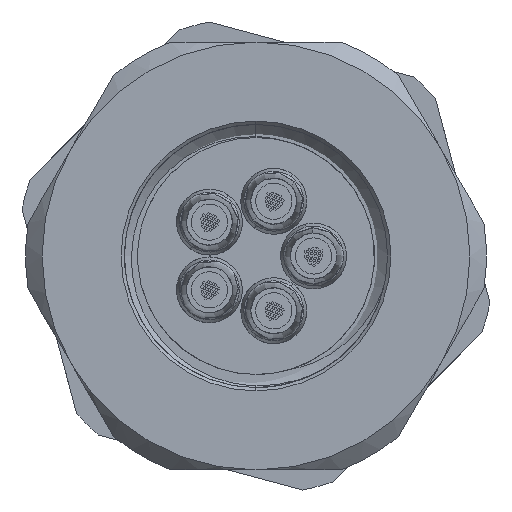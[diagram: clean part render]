
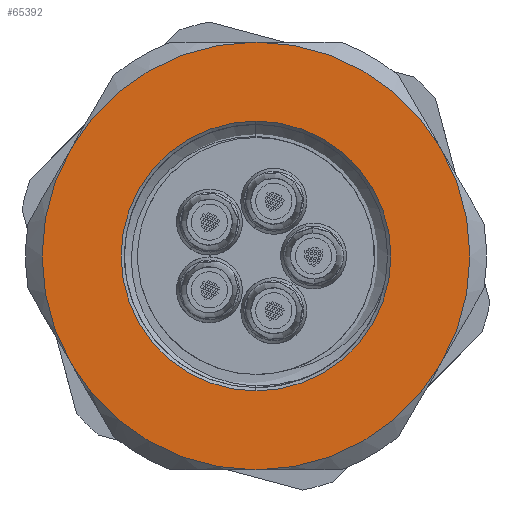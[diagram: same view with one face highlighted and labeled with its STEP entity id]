
A CAD part, left-side view. The second image highlights one B-rep face of the part: STEP entity #65392.
In plain terms, the highlighted planar face has unit normal (-1, 0, 0).
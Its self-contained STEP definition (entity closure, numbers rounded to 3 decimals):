
#373 = DIRECTION ( 'NONE',  ( 1., 0., 0. ) ) ;
#2181 = ORIENTED_EDGE ( 'NONE', *, *, #30132, .T. ) ;
#2207 = VERTEX_POINT ( 'NONE', #34045 ) ;
#2888 = CARTESIAN_POINT ( 'NONE',  ( -13.6, 0., 0. ) ) ;
#3903 = DIRECTION ( 'NONE',  ( -1., 0., 0. ) ) ;
#5896 = AXIS2_PLACEMENT_3D ( 'NONE', #41766, #62922, #46628 ) ;
#9278 = EDGE_CURVE ( 'NONE', #60525, #52911, #31271, .T. ) ;
#11504 = CARTESIAN_POINT ( 'NONE',  ( -13.6, 5.629, 3.25 ) ) ;
#13528 = DIRECTION ( 'NONE',  ( -1., 0., 0. ) ) ;
#14361 = ORIENTED_EDGE ( 'NONE', *, *, #61448, .T. ) ;
#14460 = CARTESIAN_POINT ( 'NONE',  ( -13.6, 7., 0. ) ) ;
#14665 = ORIENTED_EDGE ( 'NONE', *, *, #9278, .T. ) ;
#15410 = DIRECTION ( 'NONE',  ( 0., 0., -1. ) ) ;
#16250 = CIRCLE ( 'NONE', #33864, 6.5 ) ;
#17178 = DIRECTION ( 'NONE',  ( 0., 0., -1. ) ) ;
#17882 = CARTESIAN_POINT ( 'NONE',  ( -13.6, -5.629, 3.25 ) ) ;
#18317 = VERTEX_POINT ( 'NONE', #11504 ) ;
#19650 = FACE_OUTER_BOUND ( 'NONE', #41335, .T. ) ;
#20090 = AXIS2_PLACEMENT_3D ( 'NONE', #68002, #41250, #15410 ) ;
#20313 = DIRECTION ( 'NONE',  ( 1., 0., 0. ) ) ;
#23177 = VERTEX_POINT ( 'NONE', #54229 ) ;
#25573 = AXIS2_PLACEMENT_3D ( 'NONE', #14460, #20313, #41656 ) ;
#27863 = AXIS2_PLACEMENT_3D ( 'NONE', #2888, #3903, #30474 ) ;
#28226 = ORIENTED_EDGE ( 'NONE', *, *, #44446, .T. ) ;
#29057 = CARTESIAN_POINT ( 'NONE',  ( -13.6, 0., 6.5 ) ) ;
#29392 = EDGE_CURVE ( 'NONE', #52911, #18317, #35465, .T. ) ;
#29839 = CIRCLE ( 'NONE', #51864, 6.5 ) ;
#30132 = EDGE_CURVE ( 'NONE', #18317, #23177, #56579, .T. ) ;
#30474 = DIRECTION ( 'NONE',  ( 0., 0., -1. ) ) ;
#30888 = CIRCLE ( 'NONE', #41773, 4.1 ) ;
#31271 = CIRCLE ( 'NONE', #37801, 6.5 ) ;
#33864 = AXIS2_PLACEMENT_3D ( 'NONE', #38114, #51243, #62299 ) ;
#34045 = CARTESIAN_POINT ( 'NONE',  ( -13.6, -5.629, -3.25 ) ) ;
#34213 = CARTESIAN_POINT ( 'NONE',  ( -13.6, 0., 0. ) ) ;
#35465 = CIRCLE ( 'NONE', #20090, 6.5 ) ;
#37193 = ORIENTED_EDGE ( 'NONE', *, *, #59918, .T. ) ;
#37205 = CARTESIAN_POINT ( 'NONE',  ( -13.6, 0., -4.1 ) ) ;
#37801 = AXIS2_PLACEMENT_3D ( 'NONE', #64209, #48281, #17178 ) ;
#38114 = CARTESIAN_POINT ( 'NONE',  ( -13.6, 0., 0. ) ) ;
#38139 = CARTESIAN_POINT ( 'NONE',  ( -13.6, 0., 0. ) ) ;
#40636 = PLANE ( 'NONE',  #25573 ) ;
#41180 = ORIENTED_EDGE ( 'NONE', *, *, #53922, .T. ) ;
#41250 = DIRECTION ( 'NONE',  ( -1., 0., 0. ) ) ;
#41335 = EDGE_LOOP ( 'NONE', ( #14361, #37193, #14665, #56291, #2181, #28226 ) ) ;
#41656 = DIRECTION ( 'NONE',  ( 0., 0., -1. ) ) ;
#41766 = CARTESIAN_POINT ( 'NONE',  ( -13.6, 0., 0. ) ) ;
#41773 = AXIS2_PLACEMENT_3D ( 'NONE', #42740, #373, #42403 ) ;
#42403 = DIRECTION ( 'NONE',  ( 0., 0., -1. ) ) ;
#42740 = CARTESIAN_POINT ( 'NONE',  ( -13.6, 0., 0. ) ) ;
#44446 = EDGE_CURVE ( 'NONE', #23177, #50920, #16250, .T. ) ;
#45830 = FACE_BOUND ( 'NONE', #55089, .T. ) ;
#45927 = CIRCLE ( 'NONE', #63664, 4.1 ) ;
#46119 = VERTEX_POINT ( 'NONE', #37205 ) ;
#46628 = DIRECTION ( 'NONE',  ( 0., 0., -1. ) ) ;
#47641 = CIRCLE ( 'NONE', #27863, 6.5 ) ;
#48213 = DIRECTION ( 'NONE',  ( 0., 0., -1. ) ) ;
#48281 = DIRECTION ( 'NONE',  ( -1., 0., 0. ) ) ;
#50173 = VERTEX_POINT ( 'NONE', #59619 ) ;
#50920 = VERTEX_POINT ( 'NONE', #53630 ) ;
#51243 = DIRECTION ( 'NONE',  ( -1., 0., 0. ) ) ;
#51864 = AXIS2_PLACEMENT_3D ( 'NONE', #34213, #13528, #61180 ) ;
#52109 = EDGE_CURVE ( 'NONE', #50173, #46119, #45927, .T. ) ;
#52911 = VERTEX_POINT ( 'NONE', #29057 ) ;
#53630 = CARTESIAN_POINT ( 'NONE',  ( -13.6, 0., -6.5 ) ) ;
#53922 = EDGE_CURVE ( 'NONE', #46119, #50173, #30888, .T. ) ;
#54229 = CARTESIAN_POINT ( 'NONE',  ( -13.6, 5.629, -3.25 ) ) ;
#55089 = EDGE_LOOP ( 'NONE', ( #61335, #41180 ) ) ;
#56291 = ORIENTED_EDGE ( 'NONE', *, *, #29392, .T. ) ;
#56579 = CIRCLE ( 'NONE', #5896, 6.5 ) ;
#58935 = DIRECTION ( 'NONE',  ( 1., 0., 0. ) ) ;
#59619 = CARTESIAN_POINT ( 'NONE',  ( -13.6, 0., 4.1 ) ) ;
#59918 = EDGE_CURVE ( 'NONE', #2207, #60525, #29839, .T. ) ;
#60525 = VERTEX_POINT ( 'NONE', #17882 ) ;
#61180 = DIRECTION ( 'NONE',  ( 0., 0., -1. ) ) ;
#61335 = ORIENTED_EDGE ( 'NONE', *, *, #52109, .T. ) ;
#61448 = EDGE_CURVE ( 'NONE', #50920, #2207, #47641, .T. ) ;
#62299 = DIRECTION ( 'NONE',  ( 0., 0., -1. ) ) ;
#62922 = DIRECTION ( 'NONE',  ( -1., 0., 0. ) ) ;
#63664 = AXIS2_PLACEMENT_3D ( 'NONE', #38139, #58935, #48213 ) ;
#64209 = CARTESIAN_POINT ( 'NONE',  ( -13.6, 0., 0. ) ) ;
#65392 = ADVANCED_FACE ( 'NONE', ( #45830, #19650 ), #40636, .F. ) ;
#68002 = CARTESIAN_POINT ( 'NONE',  ( -13.6, 0., 0. ) ) ;
